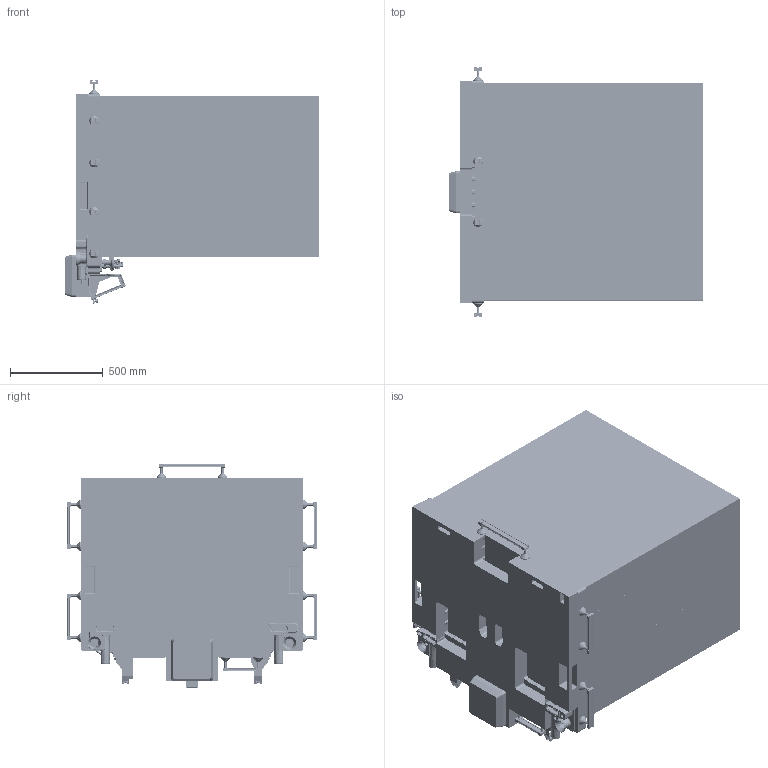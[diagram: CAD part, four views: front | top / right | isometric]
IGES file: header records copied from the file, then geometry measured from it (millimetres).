
Global section: file name: AMP-EPF-RAD-phaseB-8April08.igs; native system: NX V5.0; preprocessor: UGS NX IGES V5.0; date: 20080408.154318; units: millimetre
Bounding box: 1370.01 x 1344.02 x 1205.3 mm (x, y, z)
Surface area: 23049643.5 mm2 (no closed solid volume)
Topology: 0 solids, 0 shells, 5407 faces, 53450 edges, 64235 vertices
Faces by surface type: bspline 3902, revolution 1505
